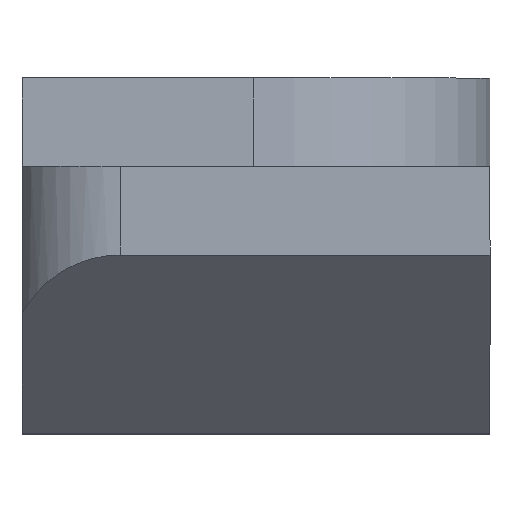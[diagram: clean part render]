
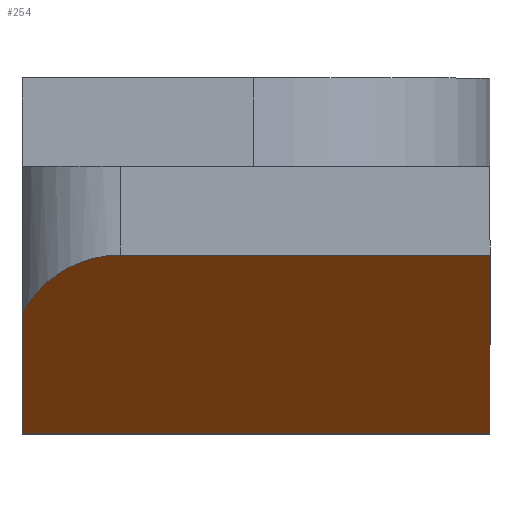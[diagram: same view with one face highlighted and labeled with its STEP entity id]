
A CAD part, top view. The second image highlights one B-rep face of the part: STEP entity #254.
In plain terms, the highlighted planar face has unit normal (0, -0.707, 0.707).
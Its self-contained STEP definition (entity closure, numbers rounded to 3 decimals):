
#30 = VERTEX_POINT ( 'NONE', #185 ) ;
#51 = VERTEX_POINT ( 'NONE', #138 ) ;
#81 = EDGE_CURVE ( 'NONE', #51, #98, #402, .T. ) ;
#82 = VERTEX_POINT ( 'NONE', #340 ) ;
#84 = EDGE_CURVE ( 'NONE', #98, #82, #421, .T. ) ;
#98 = VERTEX_POINT ( 'NONE', #385 ) ;
#126 = ORIENTED_EDGE ( 'NONE', *, *, #258, .F. ) ;
#138 = CARTESIAN_POINT ( 'NONE',  ( 3.95, -3., 8.25 ) ) ;
#185 = CARTESIAN_POINT ( 'NONE',  ( 3.95, -6., 5.25 ) ) ;
#208 = ORIENTED_EDGE ( 'NONE', *, *, #279, .T. ) ;
#253 = EDGE_CURVE ( 'NONE', #30, #51, #529, .T. ) ;
#254 = ADVANCED_FACE ( '1362', ( #525 ), #524, .T. ) ;
#258 = EDGE_CURVE ( 'NONE', #30, #283, #523, .T. ) ;
#262 = ORIENTED_EDGE ( 'NONE', *, *, #253, .T. ) ;
#274 = ORIENTED_EDGE ( 'NONE', *, *, #81, .T. ) ;
#276 = EDGE_LOOP ( 'NONE', ( #278, #208, #126, #262, #274 ) ) ;
#278 = ORIENTED_EDGE ( 'NONE', *, *, #84, .T. ) ;
#279 = EDGE_CURVE ( 'NONE', #82, #283, #544, .T. ) ;
#283 = VERTEX_POINT ( 'NONE', #575 ) ;
#340 = CARTESIAN_POINT ( 'NONE',  ( -3.95, -3.99, 7.26 ) ) ;
#367 = VECTOR ( 'NONE', #412, 1000. ) ;
#368 = CARTESIAN_POINT ( 'NONE',  ( -3.95, -3., 8.25 ) ) ;
#376 = CARTESIAN_POINT ( 'NONE',  ( -3.614, -3.364, 7.886 ) ) ;
#377 = CARTESIAN_POINT ( 'NONE',  ( -3.004, -3., 8.25 ) ) ;
#378 = CARTESIAN_POINT ( 'NONE',  ( -2.293, -3., 8.25 ) ) ;
#385 = CARTESIAN_POINT ( 'NONE',  ( -2.293, -3., 8.25 ) ) ;
#402 = LINE ( 'NONE', #368, #367 ) ;
#411 = CARTESIAN_POINT ( 'NONE',  ( -3.95, -3.99, 7.26 ) ) ;
#412 = DIRECTION ( 'NONE',  ( -1., 0., 0. ) ) ;
#421 =( BOUNDED_CURVE ( )  B_SPLINE_CURVE ( 3, ( #378, #377, #376, #411 ),
 .UNSPECIFIED., .F., .T. ) 
 B_SPLINE_CURVE_WITH_KNOTS ( ( 4, 4 ),
 ( 0., 1.077 ),
 .UNSPECIFIED. ) 
 CURVE ( )  GEOMETRIC_REPRESENTATION_ITEM ( )  RATIONAL_B_SPLINE_CURVE ( ( 1., 0.906, 0.906, 1. ) ) 
 REPRESENTATION_ITEM ( '' )  );
#499 = DIRECTION ( 'NONE',  ( -1., 0., 0. ) ) ;
#500 = VECTOR ( 'NONE', #499, 1000. ) ;
#501 = CARTESIAN_POINT ( 'NONE',  ( -3.95, -6., 5.25 ) ) ;
#502 = DIRECTION ( 'NONE',  ( 0., -0.707, -0.707 ) ) ;
#503 = DIRECTION ( 'NONE',  ( 0., -0.707, 0.707 ) ) ;
#521 = CARTESIAN_POINT ( 'NONE',  ( -3.95, -3., 8.25 ) ) ;
#522 = AXIS2_PLACEMENT_3D ( 'NONE', #521, #503, #502 ) ;
#523 = LINE ( 'NONE', #501, #500 ) ;
#524 = PLANE ( 'NONE',  #522 ) ;
#525 = FACE_OUTER_BOUND ( 'NONE', #276, .T. ) ;
#526 = DIRECTION ( 'NONE',  ( 0., 0.707, 0.707 ) ) ;
#527 = VECTOR ( 'NONE', #526, 1000. ) ;
#528 = CARTESIAN_POINT ( 'NONE',  ( 3.95, -3., 8.25 ) ) ;
#529 = LINE ( 'NONE', #528, #527 ) ;
#544 = LINE ( 'NONE', #558, #557 ) ;
#557 = VECTOR ( 'NONE', #591, 1000. ) ;
#558 = CARTESIAN_POINT ( 'NONE',  ( -3.95, -3.99, 7.26 ) ) ;
#575 = CARTESIAN_POINT ( 'NONE',  ( -3.95, -6., 5.25 ) ) ;
#591 = DIRECTION ( 'NONE',  ( 0., -0.707, -0.707 ) ) ;
